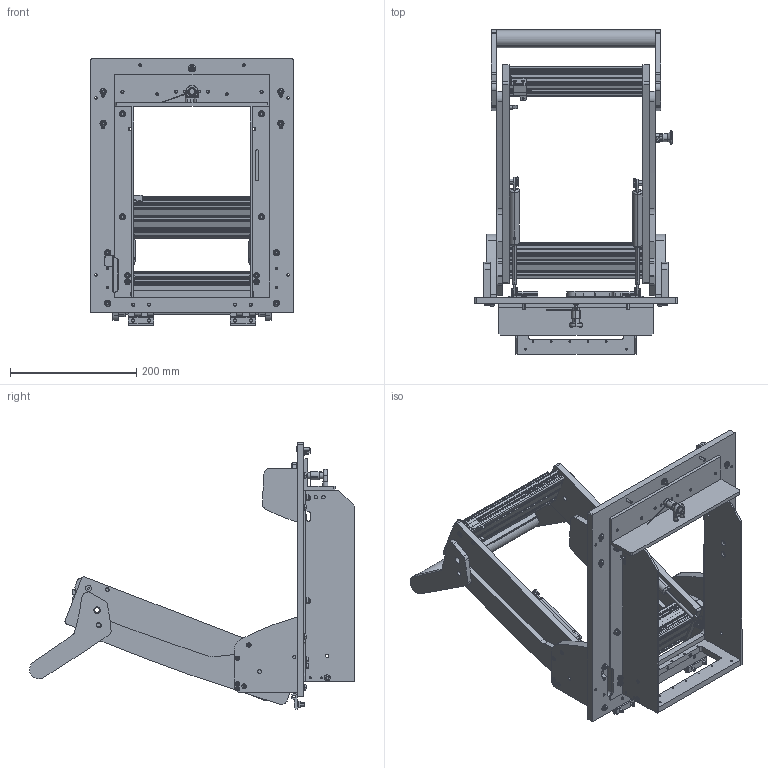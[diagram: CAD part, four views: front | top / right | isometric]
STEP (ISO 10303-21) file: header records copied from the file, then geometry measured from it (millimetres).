
FILE_DESCRIPTION (( 'STEP AP214' ), '1' );
FILE_NAME ('INGUN_36170_open.STEP', '2023-03-07T14:24:31', ( '' ), ( '' ), 'SwSTEP 2.0', 'SolidWorks 2021', '' );
FILE_SCHEMA (( 'AUTOMOTIVE_DESIGN' ));
Length unit declared in the file: millimetre
Products named in the file (73): ISO7380~n_M04,0x020; DIN6325~n_02,0m6x020; DIN912~n_M04,0x016; 35662~11_S; 2281~0; 32578~1_S; 36175~4_S; DIN125~n_05,3 M05,0 Fase; INGUN_36170_open; DIN985-A2~n_M05,0; 109128~0_offen <S>; 35649~1_S; 109933~0_KUNDE<S>; DIN6325~n_04,0m6x024; 114566~0_S; 47523~0_S; DIN912~n_M04,0x012; 39892~7_KUNDE<S>; 109769~1_offen<S>; 31253~0_S; 39893~3_KUNDE<S>; 40571~0_mit Lehre gebohrt<S>; 2281~0_180ø<Standard>; 39894~2_KUNDE<S>; 30915~0; 2528~0; 40569~1_S; DIN125~n_06,4 M06,0 Fase; 36177~2; DIN7991~n_M05,0x016; K_02037~0_Standard ohne Dyn Punkt<Standard>; 32724~1; 112064~0_S; K_02037~0; ISO7380~n_M03,0x005; 34328~1_S; 36174~15; 53836~2_KUNDE<S>; DIN6325~n_04,0m6x016; 112086~2_S ...
Assembly tree (163 placements, depth 5):
  INGUN_36170_open
    109769~1_offen<S>
      36174~15
      36175~4_S
      35662~11_S
      35663~9_S
      2281~0_180ø<Standard>  x2
        2281~0
      112064~0_S  x2
      53031~0_S
      35649~1_S
      37189~1_S
      31253~0_S
      30955~0_S
      30915~0
      ASR~asr_拱04,2x07x拌8  x2
      2528~0  x2
      31109~0
      36201~3_S
      DIN7991~n_M05,0x020  x6
      DIN6325~n_04,0m6x016  x2
      DIN6325~n_03,0m6x010  x4
      DIN7991~n_M05,0x016  x12
      DIN125~n_05,3 M05,0 Fase  x4
      DIN985-A2~n_M05,0  x4
      DIN6325~n_04,0m6x024
      DIN7991~n_M03,0x016 VA  x2
      DIN912~n_M04,0x012
      DIN6325~n_02,0m6x020
      ISO7380~n_M05,0x008  x2
      114566~0_S  x2
        112087~1_S
          111995~1_S
          112086~2_S
          DIN125~n_05,3 M05,0 Fase
        49317~0
        DIN912~n_M04,0x016
        DIN125~n_04,3 M04,0
        DIN125~n_06,4 M06,0 Fase
    109933~0_KUNDE<S>
      53836~2_KUNDE<S>
      53837~3_KUNDE<S>
      34328~1_S  x2
      40571~0_mit Lehre gebohrt<S>
      40569~1_S
      32587~6_S
      35097~0
      36177~2
      35150~0_S
      32724~1
      3521~0_Spring Pin ISO 8752 - 3 x 16 - St  x5
      32578~1_S  x2
      ISO7380~n_M03,0x005  x2
      DIN7991~n_M05,0x020  x7
      57801~2_S  x2
      49317~0  x2
      DIN125~n_06,4 M06,0 Fase  x2
    109949~0_KUNDE<S>
      55713~1_KUNDE<S>
    109950~0_KUNDE<S>
Bounding box: 320 x 513.89 x 421.5 mm (x, y, z)
Volume: 2829388.8 mm3; surface area: 1122731.7 mm2
Topology: 166 solids, 166 shells, 3888 faces, 9771 edges, 6214 vertices
Faces by surface type: cylinder 1615, plane 1464, cone 583, bspline 93, torus 69, sphere 64
Entity records: 75319 total; most frequent: CARTESIAN_POINT 13520, DIRECTION 12586, ORIENTED_EDGE 11234, EDGE_CURVE 5617, AXIS2_PLACEMENT_3D 4779, VERTEX_POINT 3626, LINE 3028, VECTOR 3028
